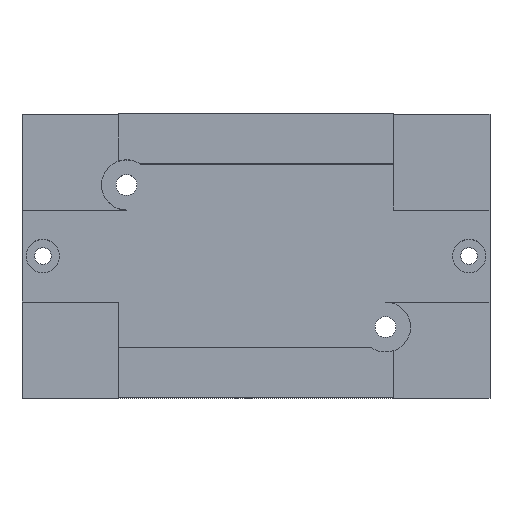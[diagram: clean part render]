
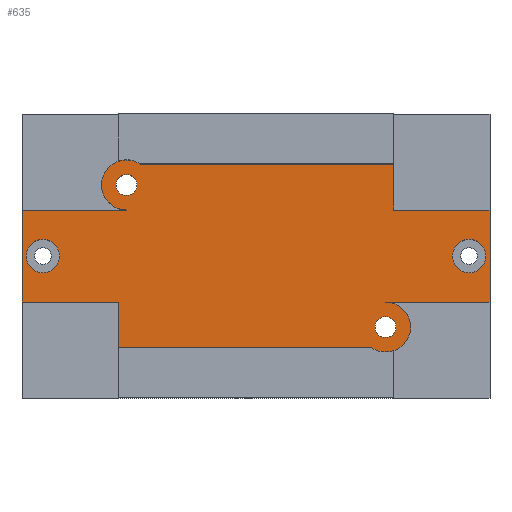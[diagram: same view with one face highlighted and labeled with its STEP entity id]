
A CAD part, top view. The second image highlights one B-rep face of the part: STEP entity #635.
In plain terms, the highlighted planar face has unit normal (0, 0, 1).
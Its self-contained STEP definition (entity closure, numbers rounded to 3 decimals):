
#21=FACE_BOUND('',#106,.T.);
#22=FACE_BOUND('',#107,.T.);
#23=FACE_BOUND('',#108,.T.);
#24=FACE_BOUND('',#109,.T.);
#39=PLANE('',#698);
#69=FACE_OUTER_BOUND('',#105,.T.);
#105=EDGE_LOOP('',(#501,#502,#503,#504,#505,#506,#507,#508,#509,#510,#511,
#512,#513,#514));
#106=EDGE_LOOP('',(#515));
#107=EDGE_LOOP('',(#516));
#108=EDGE_LOOP('',(#517));
#109=EDGE_LOOP('',(#518));
#131=CIRCLE('',#669,3.);
#133=CIRCLE('',#672,3.);
#136=CIRCLE('',#680,1.25);
#138=CIRCLE('',#683,1.25);
#145=CIRCLE('',#699,3.);
#146=CIRCLE('',#700,3.);
#147=CIRCLE('',#701,2.);
#148=CIRCLE('',#702,2.);
#173=LINE('',#985,#241);
#175=LINE('',#989,#243);
#179=LINE('',#997,#247);
#181=LINE('',#1001,#249);
#185=LINE('',#1010,#253);
#186=LINE('',#1012,#254);
#187=LINE('',#1013,#255);
#188=LINE('',#1017,#256);
#189=LINE('',#1019,#257);
#190=LINE('',#1020,#258);
#241=VECTOR('',#803,10.);
#243=VECTOR('',#807,10.);
#247=VECTOR('',#813,10.);
#249=VECTOR('',#817,10.);
#253=VECTOR('',#823,10.);
#254=VECTOR('',#824,10.);
#255=VECTOR('',#825,10.);
#256=VECTOR('',#828,10.);
#257=VECTOR('',#829,10.);
#258=VECTOR('',#830,10.);
#287=VERTEX_POINT('',#908);
#289=VERTEX_POINT('',#911);
#291=VERTEX_POINT('',#917);
#293=VERTEX_POINT('',#920);
#306=VERTEX_POINT('',#956);
#308=VERTEX_POINT('',#962);
#315=VERTEX_POINT('',#984);
#316=VERTEX_POINT('',#988);
#319=VERTEX_POINT('',#996);
#320=VERTEX_POINT('',#1000);
#323=VERTEX_POINT('',#1008);
#324=VERTEX_POINT('',#1009);
#325=VERTEX_POINT('',#1011);
#326=VERTEX_POINT('',#1014);
#327=VERTEX_POINT('',#1016);
#328=VERTEX_POINT('',#1018);
#329=VERTEX_POINT('',#1022);
#330=VERTEX_POINT('',#1024);
#346=EDGE_CURVE('',#287,#289,#131,.T.);
#350=EDGE_CURVE('',#291,#293,#133,.T.);
#369=EDGE_CURVE('',#306,#306,#136,.T.);
#372=EDGE_CURVE('',#308,#308,#138,.T.);
#381=EDGE_CURVE('',#315,#289,#173,.T.);
#383=EDGE_CURVE('',#316,#315,#175,.T.);
#387=EDGE_CURVE('',#319,#293,#179,.T.);
#389=EDGE_CURVE('',#320,#319,#181,.T.);
#393=EDGE_CURVE('',#323,#324,#185,.T.);
#394=EDGE_CURVE('',#324,#325,#186,.T.);
#395=EDGE_CURVE('',#325,#320,#187,.T.);
#396=EDGE_CURVE('',#291,#326,#145,.T.);
#397=EDGE_CURVE('',#326,#327,#188,.T.);
#398=EDGE_CURVE('',#327,#328,#189,.T.);
#399=EDGE_CURVE('',#328,#316,#190,.T.);
#400=EDGE_CURVE('',#287,#323,#146,.T.);
#401=EDGE_CURVE('',#329,#329,#147,.T.);
#402=EDGE_CURVE('',#330,#330,#148,.T.);
#501=ORIENTED_EDGE('',*,*,#393,.T.);
#502=ORIENTED_EDGE('',*,*,#394,.T.);
#503=ORIENTED_EDGE('',*,*,#395,.T.);
#504=ORIENTED_EDGE('',*,*,#389,.T.);
#505=ORIENTED_EDGE('',*,*,#387,.T.);
#506=ORIENTED_EDGE('',*,*,#350,.F.);
#507=ORIENTED_EDGE('',*,*,#396,.T.);
#508=ORIENTED_EDGE('',*,*,#397,.T.);
#509=ORIENTED_EDGE('',*,*,#398,.T.);
#510=ORIENTED_EDGE('',*,*,#399,.T.);
#511=ORIENTED_EDGE('',*,*,#383,.T.);
#512=ORIENTED_EDGE('',*,*,#381,.T.);
#513=ORIENTED_EDGE('',*,*,#346,.F.);
#514=ORIENTED_EDGE('',*,*,#400,.T.);
#515=ORIENTED_EDGE('',*,*,#372,.T.);
#516=ORIENTED_EDGE('',*,*,#369,.T.);
#517=ORIENTED_EDGE('',*,*,#401,.T.);
#518=ORIENTED_EDGE('',*,*,#402,.T.);
#635=ADVANCED_FACE('',(#69,#21,#22,#23,#24),#39,.T.);
#669=AXIS2_PLACEMENT_3D('',#912,#730,#731);
#672=AXIS2_PLACEMENT_3D('',#921,#738,#739);
#680=AXIS2_PLACEMENT_3D('',#958,#770,#771);
#683=AXIS2_PLACEMENT_3D('',#964,#777,#778);
#698=AXIS2_PLACEMENT_3D('',#1007,#821,#822);
#699=AXIS2_PLACEMENT_3D('',#1015,#826,#827);
#700=AXIS2_PLACEMENT_3D('',#1021,#831,#832);
#701=AXIS2_PLACEMENT_3D('',#1023,#833,#834);
#702=AXIS2_PLACEMENT_3D('',#1025,#835,#836);
#730=DIRECTION('center_axis',(0.,0.,-1.));
#731=DIRECTION('ref_axis',(1.,0.,0.));
#738=DIRECTION('center_axis',(0.,0.,-1.));
#739=DIRECTION('ref_axis',(1.,0.,0.));
#770=DIRECTION('center_axis',(0.,0.,-1.));
#771=DIRECTION('ref_axis',(1.,0.,0.));
#777=DIRECTION('center_axis',(0.,0.,-1.));
#778=DIRECTION('ref_axis',(1.,0.,0.));
#803=DIRECTION('',(-1.,0.,0.));
#807=DIRECTION('',(0.,1.,0.));
#813=DIRECTION('',(1.,0.,0.));
#817=DIRECTION('',(0.,-1.,0.));
#821=DIRECTION('center_axis',(0.,0.,1.));
#822=DIRECTION('ref_axis',(1.,0.,0.));
#823=DIRECTION('',(-1.,0.,0.));
#824=DIRECTION('',(0.,-1.,0.));
#825=DIRECTION('',(1.,0.,0.));
#826=DIRECTION('center_axis',(0.,0.,1.));
#827=DIRECTION('ref_axis',(1.,0.,0.));
#828=DIRECTION('',(1.,0.,0.));
#829=DIRECTION('',(0.,1.,0.));
#830=DIRECTION('',(-1.,0.,0.));
#831=DIRECTION('center_axis',(0.,0.,1.));
#832=DIRECTION('ref_axis',(1.,0.,0.));
#833=DIRECTION('center_axis',(0.,0.,-1.));
#834=DIRECTION('ref_axis',(1.,0.,0.));
#835=DIRECTION('center_axis',(0.,0.,-1.));
#836=DIRECTION('ref_axis',(1.,0.,0.));
#908=CARTESIAN_POINT('',(-8.164,20.867,3.));
#911=CARTESIAN_POINT('',(-5.506,20.538,3.));
#912=CARTESIAN_POINT('Origin',(-7.164,18.038,3.));
#917=CARTESIAN_POINT('',(24.836,-1.79,3.));
#920=CARTESIAN_POINT('',(22.177,-1.462,3.));
#921=CARTESIAN_POINT('Origin',(23.836,1.038,3.));
#956=CARTESIAN_POINT('',(22.586,1.038,3.));
#958=CARTESIAN_POINT('Origin',(23.836,1.038,3.));
#962=CARTESIAN_POINT('',(-8.414,18.038,3.));
#964=CARTESIAN_POINT('Origin',(-7.164,18.038,3.));
#984=CARTESIAN_POINT('',(24.836,20.538,3.));
#985=CARTESIAN_POINT('',(-7.664,20.538,3.));
#988=CARTESIAN_POINT('',(24.836,15.038,3.));
#989=CARTESIAN_POINT('',(24.836,15.038,3.));
#996=CARTESIAN_POINT('',(-8.164,-1.462,3.));
#997=CARTESIAN_POINT('',(8.836,-1.462,3.));
#1000=CARTESIAN_POINT('',(-8.164,4.038,3.));
#1001=CARTESIAN_POINT('',(-8.164,4.038,3.));
#1007=CARTESIAN_POINT('Origin',(-7.164,18.038,3.));
#1008=CARTESIAN_POINT('',(-7.164,15.038,3.));
#1009=CARTESIAN_POINT('',(-19.664,15.038,3.));
#1010=CARTESIAN_POINT('',(-19.664,15.038,3.));
#1011=CARTESIAN_POINT('',(-19.664,4.038,3.));
#1012=CARTESIAN_POINT('',(-19.664,-7.462,3.));
#1013=CARTESIAN_POINT('',(-19.664,4.038,3.));
#1014=CARTESIAN_POINT('',(23.836,4.038,3.));
#1015=CARTESIAN_POINT('Origin',(23.836,1.038,3.));
#1016=CARTESIAN_POINT('',(36.336,4.038,3.));
#1017=CARTESIAN_POINT('',(-19.664,4.038,3.));
#1018=CARTESIAN_POINT('',(36.336,15.038,3.));
#1019=CARTESIAN_POINT('',(36.336,26.538,3.));
#1020=CARTESIAN_POINT('',(-19.664,15.038,3.));
#1021=CARTESIAN_POINT('Origin',(-7.164,18.038,3.));
#1022=CARTESIAN_POINT('',(31.836,9.538,3.));
#1023=CARTESIAN_POINT('Origin',(33.836,9.538,3.));
#1024=CARTESIAN_POINT('',(-19.164,9.538,3.));
#1025=CARTESIAN_POINT('Origin',(-17.164,9.538,3.));
